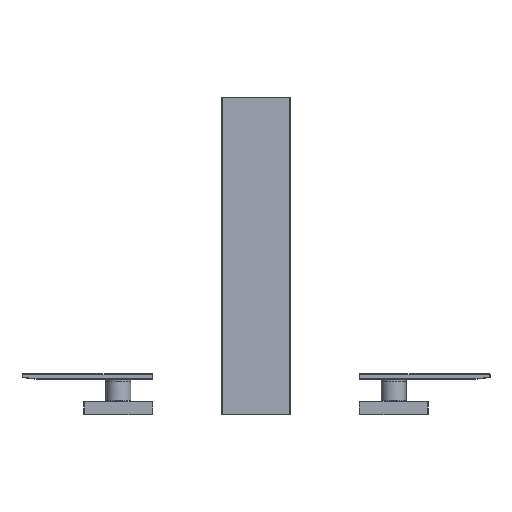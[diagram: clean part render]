
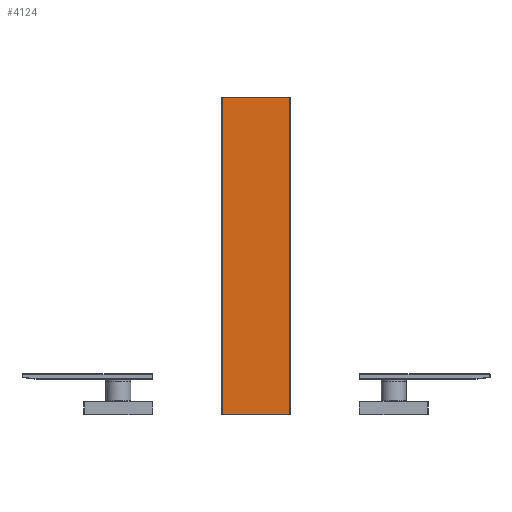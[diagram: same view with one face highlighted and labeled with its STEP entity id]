
A CAD part, left-side view. The second image highlights one B-rep face of the part: STEP entity #4124.
In plain terms, the highlighted planar face has unit normal (-1, 0, 0).
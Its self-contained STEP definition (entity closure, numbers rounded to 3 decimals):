
#1551=PLANE('',#58776);
#4124=ADVANCED_FACE('extract',(#5845),#1551,.T.);
#5845=FACE_OUTER_BOUND('',#28512,.T.);
#14661=ORIENTED_EDGE('',*,*,#19251,.T.);
#14662=ORIENTED_EDGE('',*,*,#19235,.T.);
#14663=ORIENTED_EDGE('',*,*,#19237,.T.);
#14664=ORIENTED_EDGE('',*,*,#19277,.T.);
#19235=EDGE_CURVE('3882',#26716,#26704,#24199,.T.);
#19237=EDGE_CURVE('3884',#26704,#26734,#24200,.T.);
#19251=EDGE_CURVE('3898',#26740,#26716,#24208,.T.);
#19277=EDGE_CURVE('3924',#26734,#26740,#24221,.T.);
#21822=VECTOR('',#59144,49.4);
#21823=VECTOR('',#59103,230.4);
#21831=VECTOR('',#59142,230.4);
#21844=VECTOR('',#59143,49.4);
#24199=LINE('',#56106,#21822);
#24200=LINE('',#56089,#21823);
#24208=LINE('',#56149,#21831);
#24221=LINE('',#56135,#21844);
#26704=VERTEX_POINT('2348',#56089);
#26716=VERTEX_POINT('2360',#56106);
#26734=VERTEX_POINT('2378',#56135);
#26740=VERTEX_POINT('2384',#56149);
#28512=EDGE_LOOP('',(#14661,#14662,#14663,#14664));
#56089=CARTESIAN_POINT('',(-25.,-24.7,0.3));
#56106=CARTESIAN_POINT('',(-25.,24.7,0.3));
#56135=CARTESIAN_POINT('',(-25.,-24.7,230.7));
#56149=CARTESIAN_POINT('',(-25.,24.7,230.7));
#58776=AXIS2_PLACEMENT_3D('',#56089,#59169,#59103);
#59103=DIRECTION('',(0.,0.,1.));
#59142=DIRECTION('',(0.,0.,-1.));
#59143=DIRECTION('',(0.,1.,0.));
#59144=DIRECTION('',(0.,-1.,0.));
#59169=DIRECTION('',(-1.,0.,0.));
